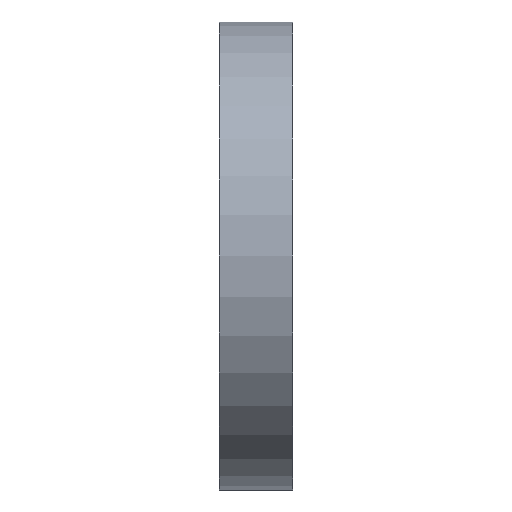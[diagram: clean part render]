
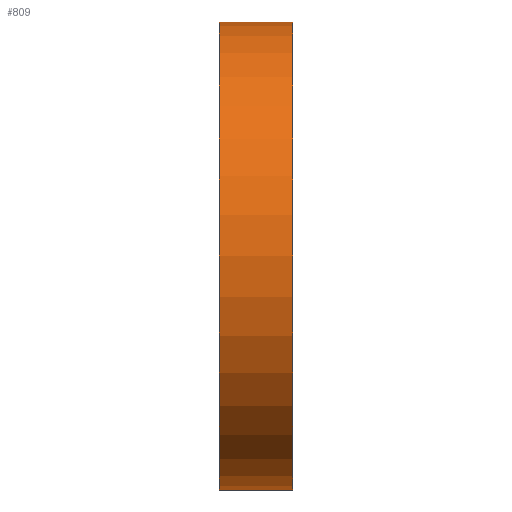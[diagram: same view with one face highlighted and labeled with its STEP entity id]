
A CAD part, left-side view. The second image highlights one B-rep face of the part: STEP entity #809.
In plain terms, the highlighted cylindrical face has radius 16 mm (diameter 32 mm), a partial arc.
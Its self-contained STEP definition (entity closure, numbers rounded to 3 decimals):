
#23 = DIRECTION ( 'NONE',  ( 0., 1., 0. ) ) ;
#123 = ORIENTED_EDGE ( 'NONE', *, *, #1705, .F. ) ;
#145 = VECTOR ( 'NONE', #258, 1000. ) ;
#166 = DIRECTION ( 'NONE',  ( 0., 0., 1. ) ) ;
#217 = CARTESIAN_POINT ( 'NONE',  ( 0., 0., 16. ) ) ;
#220 = CIRCLE ( 'NONE', #1040, 16. ) ;
#258 = DIRECTION ( 'NONE',  ( 0., -1., 0. ) ) ;
#281 = CARTESIAN_POINT ( 'NONE',  ( 0., 5., -16. ) ) ;
#287 = DIRECTION ( 'NONE',  ( 0., -1., 0. ) ) ;
#341 = CARTESIAN_POINT ( 'NONE',  ( 0., 5., 16. ) ) ;
#349 = LINE ( 'NONE', #1034, #564 ) ;
#396 = CARTESIAN_POINT ( 'NONE',  ( 0., 5., 0. ) ) ;
#462 = DIRECTION ( 'NONE',  ( 0., 1., 0. ) ) ;
#509 = LINE ( 'NONE', #935, #145 ) ;
#520 = ORIENTED_EDGE ( 'NONE', *, *, #1251, .T. ) ;
#564 = VECTOR ( 'NONE', #1584, 1000. ) ;
#611 = EDGE_LOOP ( 'NONE', ( #123, #1579, #520, #928 ) ) ;
#672 = DIRECTION ( 'NONE',  ( 0., 0., 1. ) ) ;
#809 = ADVANCED_FACE ( 'NONE', ( #823 ), #833, .T. ) ;
#823 = FACE_OUTER_BOUND ( 'NONE', #611, .T. ) ;
#826 = AXIS2_PLACEMENT_3D ( 'NONE', #1513, #287, #1099 ) ;
#833 = CYLINDRICAL_SURFACE ( 'NONE', #826, 16. ) ;
#854 = CARTESIAN_POINT ( 'NONE',  ( 0., 0., 0. ) ) ;
#869 = EDGE_CURVE ( 'NONE', #966, #1625, #220, .T. ) ;
#928 = ORIENTED_EDGE ( 'NONE', *, *, #869, .T. ) ;
#935 = CARTESIAN_POINT ( 'NONE',  ( 0., 5., -16. ) ) ;
#966 = VERTEX_POINT ( 'NONE', #1539 ) ;
#1034 = CARTESIAN_POINT ( 'NONE',  ( 0., 5., 16. ) ) ;
#1040 = AXIS2_PLACEMENT_3D ( 'NONE', #854, #462, #166 ) ;
#1044 = VERTEX_POINT ( 'NONE', #341 ) ;
#1099 = DIRECTION ( 'NONE',  ( 0., 0., -1. ) ) ;
#1251 = EDGE_CURVE ( 'NONE', #1324, #966, #509, .T. ) ;
#1324 = VERTEX_POINT ( 'NONE', #281 ) ;
#1328 = CIRCLE ( 'NONE', #1700, 16. ) ;
#1513 = CARTESIAN_POINT ( 'NONE',  ( 0., 5., 0. ) ) ;
#1539 = CARTESIAN_POINT ( 'NONE',  ( 0., 0., -16. ) ) ;
#1579 = ORIENTED_EDGE ( 'NONE', *, *, #1759, .F. ) ;
#1584 = DIRECTION ( 'NONE',  ( 0., -1., 0. ) ) ;
#1625 = VERTEX_POINT ( 'NONE', #217 ) ;
#1700 = AXIS2_PLACEMENT_3D ( 'NONE', #396, #23, #672 ) ;
#1705 = EDGE_CURVE ( 'NONE', #1044, #1625, #349, .T. ) ;
#1759 = EDGE_CURVE ( 'NONE', #1324, #1044, #1328, .T. ) ;
